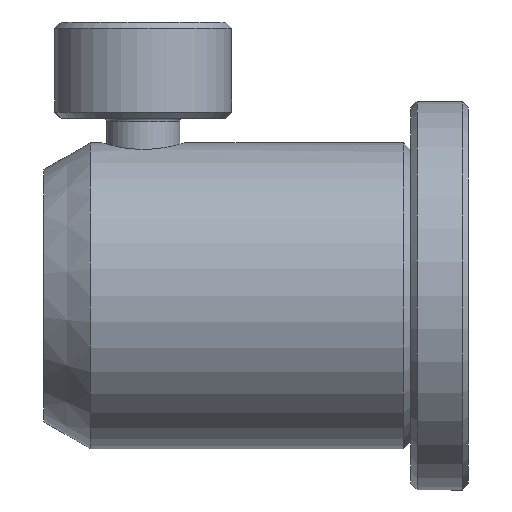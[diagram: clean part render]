
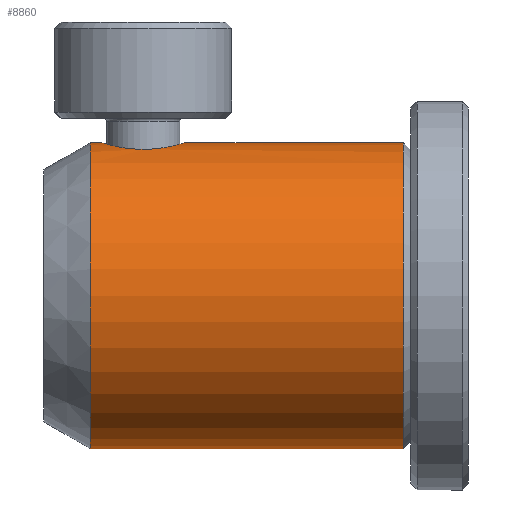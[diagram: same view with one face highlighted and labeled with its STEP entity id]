
A CAD part, left-side view. The second image highlights one B-rep face of the part: STEP entity #8860.
In plain terms, the highlighted cylindrical face has radius 12.5 mm (diameter 25 mm), a partial arc.
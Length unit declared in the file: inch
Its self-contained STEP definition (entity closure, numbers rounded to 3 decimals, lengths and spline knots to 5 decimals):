
#2915 = DIRECTION ( 'NONE',  ( 0., -1., 0. ) ) ;
#2916 = VECTOR ( 'NONE', #2915, 39.37008 ) ;
#2917 = CARTESIAN_POINT ( 'NONE',  ( 0.22194, 0.13891, 0.67401 ) ) ;
#2918 = LINE ( 'NONE', #2917, #2916 ) ;
#3216 = DIRECTION ( 'NONE',  ( 0., 0., 1. ) ) ;
#3217 = DIRECTION ( 'NONE',  ( 0., -1., 0. ) ) ;
#3218 = CARTESIAN_POINT ( 'NONE',  ( 0.22194, -0.01109, 0.18189 ) ) ;
#3227 = CIRCLE ( 'NONE', #3294, 0.49213 ) ;
#3294 = AXIS2_PLACEMENT_3D ( 'NONE', #3218, #3217, #3216 ) ;
#7011 = LINE ( 'NONE', #7022, #7052 ) ;
#7022 = CARTESIAN_POINT ( 'NONE',  ( 0.22194, 0.13891, -0.31024 ) ) ;
#7029 = CARTESIAN_POINT ( 'NONE',  ( 0.22194, 0.13891, 0.67401 ) ) ;
#7048 = DIRECTION ( 'NONE',  ( 0., -1., 0. ) ) ;
#7049 = VECTOR ( 'NONE', #7048, 39.37008 ) ;
#7050 = LINE ( 'NONE', #7029, #7049 ) ;
#7051 = DIRECTION ( 'NONE',  ( 0., -1., 0. ) ) ;
#7052 = VECTOR ( 'NONE', #7051, 39.37008 ) ;
#8720 = CARTESIAN_POINT ( 'NONE',  ( 0.22194, -0.31567, 0.67401 ) ) ;
#8721 = CARTESIAN_POINT ( 'NONE',  ( 0.22194, -0.0465, 0.67401 ) ) ;
#8799 = VERTEX_POINT ( 'NONE', #9775 ) ;
#8806 = VERTEX_POINT ( 'NONE', #9675 ) ;
#8860 = ADVANCED_FACE ( 'NONE', ( #9646 ), #9883, .T. ) ;
#8869 = EDGE_CURVE ( 'NONE', #8799, #8806, #9961, .T. ) ;
#9646 = FACE_OUTER_BOUND ( 'NONE', #12090, .T. ) ;
#9675 = CARTESIAN_POINT ( 'NONE',  ( 0.22194, -1.01719, 0.67401 ) ) ;
#9775 = CARTESIAN_POINT ( 'NONE',  ( 0.22194, -1.01719, -0.31024 ) ) ;
#9883 = CYLINDRICAL_SURFACE ( 'NONE', #10056, 0.49213 ) ;
#9884 = CARTESIAN_POINT ( 'NONE',  ( 0.22194, 0.13891, 0.18189 ) ) ;
#9939 = DIRECTION ( 'NONE',  ( 0., 0., 1. ) ) ;
#9940 = DIRECTION ( 'NONE',  ( 0., 1., 0. ) ) ;
#9941 = AXIS2_PLACEMENT_3D ( 'NONE', #10047, #9940, #9939 ) ;
#9961 = CIRCLE ( 'NONE', #9941, 0.49213 ) ;
#10047 = CARTESIAN_POINT ( 'NONE',  ( 0.22194, -1.01719, 0.18189 ) ) ;
#10054 = DIRECTION ( 'NONE',  ( 0., 0., -1. ) ) ;
#10055 = DIRECTION ( 'NONE',  ( 0., -1., 0. ) ) ;
#10056 = AXIS2_PLACEMENT_3D ( 'NONE', #9884, #10055, #10054 ) ;
#11013 = ORIENTED_EDGE ( 'NONE', *, *, #11014, .T. ) ;
#11014 = EDGE_CURVE ( 'NONE', #11324, #11323, #16849, .T. ) ;
#11015 = ORIENTED_EDGE ( 'NONE', *, *, #12362, .T. ) ;
#11031 = ORIENTED_EDGE ( 'NONE', *, *, #8869, .T. ) ;
#11032 = ORIENTED_EDGE ( 'NONE', *, *, #11589, .F. ) ;
#11270 = VERTEX_POINT ( 'NONE', #19846 ) ;
#11299 = VERTEX_POINT ( 'NONE', #19953 ) ;
#11323 = VERTEX_POINT ( 'NONE', #8721 ) ;
#11324 = VERTEX_POINT ( 'NONE', #8720 ) ;
#11587 = EDGE_CURVE ( 'NONE', #11270, #8799, #7011, .T. ) ;
#11589 = EDGE_CURVE ( 'NONE', #11324, #8806, #7050, .T. ) ;
#11596 = EDGE_CURVE ( 'NONE', #11299, #11323, #2918, .T. ) ;
#12090 = EDGE_LOOP ( 'NONE', ( #12369, #11015, #12823, #11031, #11032, #11013 ) ) ;
#12362 = EDGE_CURVE ( 'NONE', #11299, #11270, #3227, .T. ) ;
#12369 = ORIENTED_EDGE ( 'NONE', *, *, #11596, .F. ) ;
#12823 = ORIENTED_EDGE ( 'NONE', *, *, #11587, .T. ) ;
#16849 = B_SPLINE_CURVE_WITH_KNOTS ( 'NONE', 3,
 ( #17067, #17039, #17038, #17037, #17036, #17035, #17034, #17033, #17032, #17031, #17030, #17029, #17028, #17027, #17026, #17025, #17024, #17023, #17022, #17021, #17020, #17019, #17018, #17017, #17016, #17015, #17014, #17013, #17012, #17011 ),
 .UNSPECIFIED., .F., .F.,
 ( 4, 2, 2, 2, 2, 2, 2, 2, 2, 2, 2, 2, 2, 2, 4 ),
 ( 0., 0.06249, 0.09373, 0.12497, 0.18746, 0.20308, 0.2187, 0.24994, 0.31243, 0.32805, 0.34367, 0.37492, 0.4374, 0.46864, 0.49989 ),
 .UNSPECIFIED. ) ;
#17011 = CARTESIAN_POINT ( 'NONE',  ( 0.22194, -0.0465, 0.67401 ) ) ;
#17012 = CARTESIAN_POINT ( 'NONE',  ( 0.21263, -0.04651, 0.67401 ) ) ;
#17013 = CARTESIAN_POINT ( 'NONE',  ( 0.20344, -0.04738, 0.67375 ) ) ;
#17014 = CARTESIAN_POINT ( 'NONE',  ( 0.18531, -0.05086, 0.67273 ) ) ;
#17015 = CARTESIAN_POINT ( 'NONE',  ( 0.17633, -0.05349, 0.67197 ) ) ;
#17016 = CARTESIAN_POINT ( 'NONE',  ( 0.15008, -0.06386, 0.66906 ) ) ;
#17017 = CARTESIAN_POINT ( 'NONE',  ( 0.13486, -0.07348, 0.66643 ) ) ;
#17018 = CARTESIAN_POINT ( 'NONE',  ( 0.11517, -0.09219, 0.66234 ) ) ;
#17019 = CARTESIAN_POINT ( 'NONE',  ( 0.10935, -0.09895, 0.66099 ) ) ;
#17020 = CARTESIAN_POINT ( 'NONE',  ( 0.10174, -0.10984, 0.65911 ) ) ;
#17021 = CARTESIAN_POINT ( 'NONE',  ( 0.09938, -0.1136, 0.65851 ) ) ;
#17022 = CARTESIAN_POINT ( 'NONE',  ( 0.09504, -0.12137, 0.65738 ) ) ;
#17023 = CARTESIAN_POINT ( 'NONE',  ( 0.09307, -0.12533, 0.65685 ) ) ;
#17024 = CARTESIAN_POINT ( 'NONE',  ( 0.0839, -0.14634, 0.65432 ) ) ;
#17025 = CARTESIAN_POINT ( 'NONE',  ( 0.08027, -0.1635, 0.65318 ) ) ;
#17026 = CARTESIAN_POINT ( 'NONE',  ( 0.08028, -0.18995, 0.65318 ) ) ;
#17027 = CARTESIAN_POINT ( 'NONE',  ( 0.08119, -0.19865, 0.65346 ) ) ;
#17028 = CARTESIAN_POINT ( 'NONE',  ( 0.08392, -0.21154, 0.65426 ) ) ;
#17029 = CARTESIAN_POINT ( 'NONE',  ( 0.08506, -0.21581, 0.6546 ) ) ;
#17030 = CARTESIAN_POINT ( 'NONE',  ( 0.08779, -0.22429, 0.65538 ) ) ;
#17031 = CARTESIAN_POINT ( 'NONE',  ( 0.08941, -0.22854, 0.65584 ) ) ;
#17032 = CARTESIAN_POINT ( 'NONE',  ( 0.09845, -0.24923, 0.65833 ) ) ;
#17033 = CARTESIAN_POINT ( 'NONE',  ( 0.10859, -0.26375, 0.66097 ) ) ;
#17034 = CARTESIAN_POINT ( 'NONE',  ( 0.12826, -0.28241, 0.66506 ) ) ;
#17035 = CARTESIAN_POINT ( 'NONE',  ( 0.13536, -0.28794, 0.6664 ) ) ;
#17036 = CARTESIAN_POINT ( 'NONE',  ( 0.15065, -0.29762, 0.66888 ) ) ;
#17037 = CARTESIAN_POINT ( 'NONE',  ( 0.15877, -0.30174, 0.67002 ) ) ;
#17038 = CARTESIAN_POINT ( 'NONE',  ( 0.18517, -0.31217, 0.67296 ) ) ;
#17039 = CARTESIAN_POINT ( 'NONE',  ( 0.20333, -0.31565, 0.67401 ) ) ;
#17067 = CARTESIAN_POINT ( 'NONE',  ( 0.22194, -0.31567, 0.67401 ) ) ;
#19846 = CARTESIAN_POINT ( 'NONE',  ( 0.22194, -0.01109, -0.31024 ) ) ;
#19953 = CARTESIAN_POINT ( 'NONE',  ( 0.22194, -0.01109, 0.67401 ) ) ;
